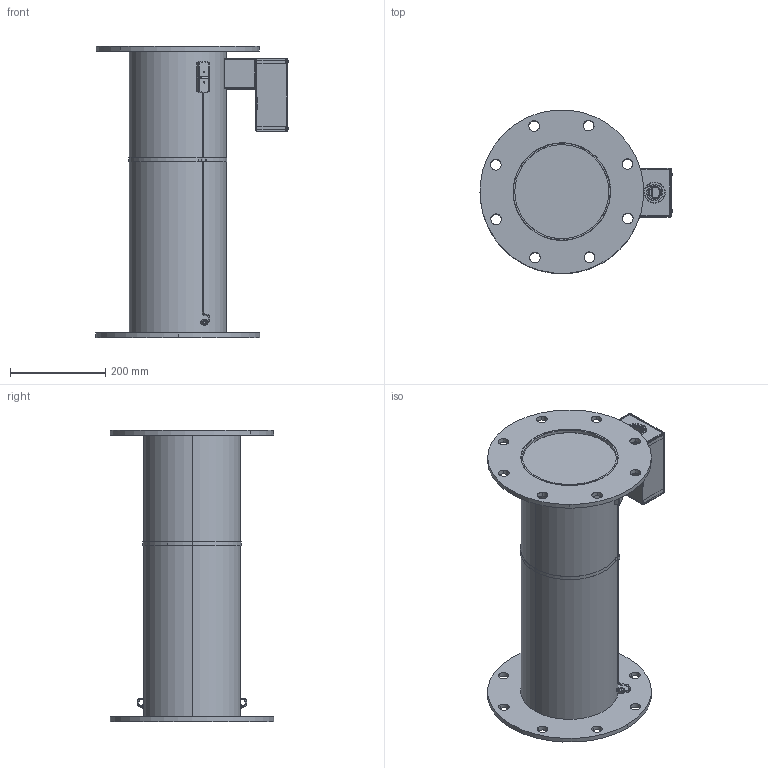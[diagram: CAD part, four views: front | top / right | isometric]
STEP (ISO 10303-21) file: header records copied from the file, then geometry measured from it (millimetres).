
FILE_DESCRIPTION (( 'STEP AP203' ), '1' );
FILE_NAME ('FT800-FL1-FL1-TF2 SEP2017 203.STEP', '2017-09-01T17:40:49', ( '' ), ( '' ), 'SwSTEP 2.0', 'SolidWorks 2017', '' );
FILE_SCHEMA (( 'CONFIG_CONTROL_DESIGN' ));
Length unit declared in the file: inch
Products named in the file (1): FT800-FL1-FL1-TF2 SEP2017 203
Bounding box: 402.34 x 342.89 x 609.6 mm (x, y, z)
Volume: 2583024.6 mm3; surface area: 1397472.3 mm2
Topology: 325 solids, 325 shells, 5612 faces, 14517 edges, 9546 vertices
Faces by surface type: plane 3452, bspline 1425, cylinder 509, cone 218, torus 8
Entity records: 175420 total; most frequent: CARTESIAN_POINT 46877, ORIENTED_EDGE 28970, DIRECTION 21453, EDGE_CURVE 14485, VECTOR 10233, LINE 10233, VERTEX_POINT 9546, EDGE_LOOP 5969
